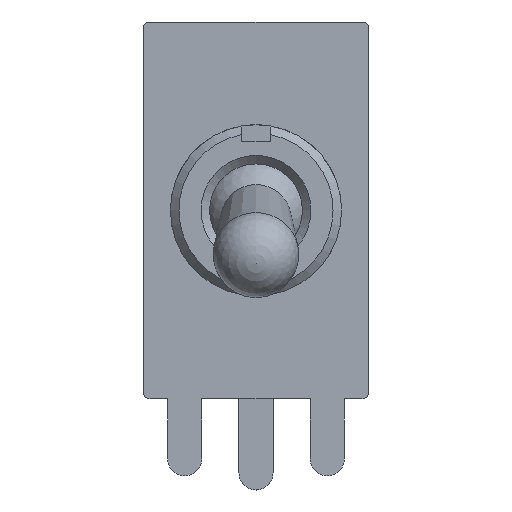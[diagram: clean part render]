
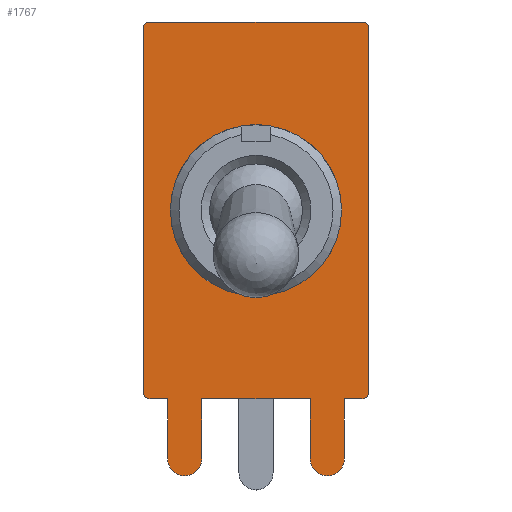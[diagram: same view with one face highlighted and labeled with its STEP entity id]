
A CAD part, front view. The second image highlights one B-rep face of the part: STEP entity #1767.
In plain terms, the highlighted planar face has unit normal (0, -1, 0).
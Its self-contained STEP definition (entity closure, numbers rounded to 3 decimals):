
#1767=ADVANCED_FACE('',(#19305,#19307),#19309,.T.);
#19305=FACE_BOUND('',#19306,.T.);
#19306=EDGE_LOOP('',(#26633,#26634,#26635,#26636,#26637,#26638,#26639,#26640,#26641,
#26642,#26643,#26644,#26645,#26646,#26647,#26648));
#19307=FACE_BOUND('',#19308,.T.);
#19308=EDGE_LOOP('',(#26649));
#19309=PLANE('',#19310);
#19310=AXIS2_PLACEMENT_3D('',#19311,#19312,#19313);
#19311=CARTESIAN_POINT('',(0.,-6.4,0.));
#19312=DIRECTION('',(0.,-1.,0.));
#19313=DIRECTION('',(1.,0.,0.));
#26633=ORIENTED_EDGE('',*,*,#32262,.T.);
#26634=ORIENTED_EDGE('',*,*,#32263,.T.);
#26635=ORIENTED_EDGE('',*,*,#32264,.T.);
#26636=ORIENTED_EDGE('',*,*,#32265,.T.);
#26637=ORIENTED_EDGE('',*,*,#32266,.T.);
#26638=ORIENTED_EDGE('',*,*,#32267,.T.);
#26639=ORIENTED_EDGE('',*,*,#32268,.T.);
#26640=ORIENTED_EDGE('',*,*,#32269,.T.);
#26641=ORIENTED_EDGE('',*,*,#32270,.T.);
#26642=ORIENTED_EDGE('',*,*,#32271,.T.);
#26643=ORIENTED_EDGE('',*,*,#32272,.T.);
#26644=ORIENTED_EDGE('',*,*,#32273,.T.);
#26645=ORIENTED_EDGE('',*,*,#32274,.T.);
#26646=ORIENTED_EDGE('',*,*,#32275,.T.);
#26647=ORIENTED_EDGE('',*,*,#32276,.T.);
#26648=ORIENTED_EDGE('',*,*,#32277,.T.);
#26649=ORIENTED_EDGE('',*,*,#32278,.T.);
#32262=EDGE_CURVE('',#35485,#35486,#35487,.T.);
#32263=EDGE_CURVE('',#35486,#35488,#35489,.T.);
#32264=EDGE_CURVE('',#35488,#35490,#35491,.T.);
#32265=EDGE_CURVE('',#35490,#35492,#35493,.T.);
#32266=EDGE_CURVE('',#35492,#35494,#35495,.T.);
#32267=EDGE_CURVE('',#35494,#35496,#35497,.T.);
#32268=EDGE_CURVE('',#35496,#35498,#35499,.T.);
#32269=EDGE_CURVE('',#35498,#35500,#35501,.T.);
#32270=EDGE_CURVE('',#35500,#35502,#35503,.T.);
#32271=EDGE_CURVE('',#35502,#35504,#35505,.T.);
#32272=EDGE_CURVE('',#35504,#35506,#35507,.T.);
#32273=EDGE_CURVE('',#35506,#35508,#35509,.T.);
#32274=EDGE_CURVE('',#35508,#35510,#35511,.T.);
#32275=EDGE_CURVE('',#35510,#35512,#35513,.T.);
#32276=EDGE_CURVE('',#35512,#35514,#35515,.T.);
#32277=EDGE_CURVE('',#35514,#35485,#35516,.T.);
#32278=EDGE_CURVE('',#35517,#35517,#35518,.F.);
#35485=VERTEX_POINT('',#41213);
#35486=VERTEX_POINT('',#41214);
#35487=LINE('',#41215,#41216);
#35488=VERTEX_POINT('',#41218);
#35489=CIRCLE('',#41219,0.2);
#35490=VERTEX_POINT('',#41223);
#35491=LINE('',#41224,#41225);
#35492=VERTEX_POINT('',#41227);
#35493=CIRCLE('',#41228,0.2);
#35494=VERTEX_POINT('',#41232);
#35495=LINE('',#41233,#41234);
#35496=VERTEX_POINT('',#41236);
#35497=CIRCLE('',#41237,0.2);
#35498=VERTEX_POINT('',#41241);
#35499=LINE('',#41242,#41243);
#35500=VERTEX_POINT('',#41245);
#35501=LINE('',#41246,#41247);
#35502=VERTEX_POINT('',#41249);
#35503=CIRCLE('',#41250,0.6);
#35504=VERTEX_POINT('',#41254);
#35505=LINE('',#41255,#41256);
#35506=VERTEX_POINT('',#41258);
#35507=LINE('',#41259,#41260);
#35508=VERTEX_POINT('',#41262);
#35509=LINE('',#41263,#41264);
#35510=VERTEX_POINT('',#41266);
#35511=CIRCLE('',#41267,0.6);
#35512=VERTEX_POINT('',#41271);
#35513=LINE('',#41272,#41273);
#35514=VERTEX_POINT('',#41275);
#35515=LINE('',#41276,#41277);
#35516=CIRCLE('',#41279,0.2);
#35517=VERTEX_POINT('',#41283);
#35518=CIRCLE('',#41284,3.);
#41213=CARTESIAN_POINT('',(3.95,-6.4,-6.4));
#41214=CARTESIAN_POINT('',(3.95,-6.4,6.4));
#41215=CARTESIAN_POINT('',(3.95,-6.4,-6.4));
#41216=VECTOR('',#41217,1.);
#41217=DIRECTION('',(0.,0.,1.));
#41218=CARTESIAN_POINT('',(3.75,-6.4,6.6));
#41219=AXIS2_PLACEMENT_3D('',#41220,#41221,#41222);
#41220=CARTESIAN_POINT('',(3.75,-6.4,6.4));
#41221=DIRECTION('',(0.,-1.,0.));
#41222=DIRECTION('',(1.,0.,0.));
#41223=CARTESIAN_POINT('',(-3.75,-6.4,6.6));
#41224=CARTESIAN_POINT('',(3.75,-6.4,6.6));
#41225=VECTOR('',#41226,1.);
#41226=DIRECTION('',(-1.,0.,0.));
#41227=CARTESIAN_POINT('',(-3.95,-6.4,6.4));
#41228=AXIS2_PLACEMENT_3D('',#41229,#41230,#41231);
#41229=CARTESIAN_POINT('',(-3.75,-6.4,6.4));
#41230=DIRECTION('',(0.,-1.,0.));
#41231=DIRECTION('',(0.,0.,1.));
#41232=CARTESIAN_POINT('',(-3.95,-6.4,-6.4));
#41233=CARTESIAN_POINT('',(-3.95,-6.4,6.4));
#41234=VECTOR('',#41235,1.);
#41235=DIRECTION('',(0.,0.,-1.));
#41236=CARTESIAN_POINT('',(-3.75,-6.4,-6.6));
#41237=AXIS2_PLACEMENT_3D('',#41238,#41239,#41240);
#41238=CARTESIAN_POINT('',(-3.75,-6.4,-6.4));
#41239=DIRECTION('',(0.,-1.,0.));
#41240=DIRECTION('',(-1.,0.,0.));
#41241=CARTESIAN_POINT('',(-3.1,-6.4,-6.6));
#41242=CARTESIAN_POINT('',(-3.75,-6.4,-6.6));
#41243=VECTOR('',#41244,1.);
#41244=DIRECTION('',(1.,0.,0.));
#41245=CARTESIAN_POINT('',(-3.1,-6.4,-8.7));
#41246=CARTESIAN_POINT('',(-3.1,-6.4,-6.6));
#41247=VECTOR('',#41248,1.);
#41248=DIRECTION('',(0.,0.,-1.));
#41249=CARTESIAN_POINT('',(-1.9,-6.4,-8.7));
#41250=AXIS2_PLACEMENT_3D('',#41251,#41252,#41253);
#41251=CARTESIAN_POINT('',(-2.5,-6.4,-8.7));
#41252=DIRECTION('',(0.,-1.,0.));
#41253=DIRECTION('',(-1.,0.,0.));
#41254=CARTESIAN_POINT('',(-1.9,-6.4,-6.6));
#41255=CARTESIAN_POINT('',(-1.9,-6.4,-8.7));
#41256=VECTOR('',#41257,1.);
#41257=DIRECTION('',(0.,0.,1.));
#41258=CARTESIAN_POINT('',(1.9,-6.4,-6.6));
#41259=CARTESIAN_POINT('',(-1.9,-6.4,-6.6));
#41260=VECTOR('',#41261,1.);
#41261=DIRECTION('',(1.,0.,0.));
#41262=CARTESIAN_POINT('',(1.9,-6.4,-8.7));
#41263=CARTESIAN_POINT('',(1.9,-6.4,-6.6));
#41264=VECTOR('',#41265,1.);
#41265=DIRECTION('',(0.,0.,-1.));
#41266=CARTESIAN_POINT('',(3.1,-6.4,-8.7));
#41267=AXIS2_PLACEMENT_3D('',#41268,#41269,#41270);
#41268=CARTESIAN_POINT('',(2.5,-6.4,-8.7));
#41269=DIRECTION('',(0.,-1.,0.));
#41270=DIRECTION('',(-1.,0.,0.));
#41271=CARTESIAN_POINT('',(3.1,-6.4,-6.6));
#41272=CARTESIAN_POINT('',(3.1,-6.4,-8.7));
#41273=VECTOR('',#41274,1.);
#41274=DIRECTION('',(0.,0.,1.));
#41275=CARTESIAN_POINT('',(3.75,-6.4,-6.6));
#41276=CARTESIAN_POINT('',(3.1,-6.4,-6.6));
#41277=VECTOR('',#41278,1.);
#41278=DIRECTION('',(1.,0.,0.));
#41279=AXIS2_PLACEMENT_3D('',#41280,#41281,#41282);
#41280=CARTESIAN_POINT('',(3.75,-6.4,-6.4));
#41281=DIRECTION('',(0.,-1.,0.));
#41282=DIRECTION('',(0.,0.,-1.));
#41283=CARTESIAN_POINT('',(3.,-6.4,0.));
#41284=AXIS2_PLACEMENT_3D('',#41285,#41286,#41287);
#41285=CARTESIAN_POINT('',(0.,-6.4,0.));
#41286=DIRECTION('',(0.,-1.,0.));
#41287=DIRECTION('',(1.,0.,0.));
